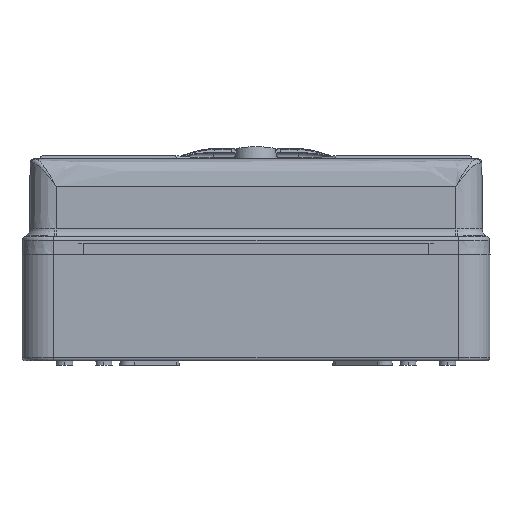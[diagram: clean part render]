
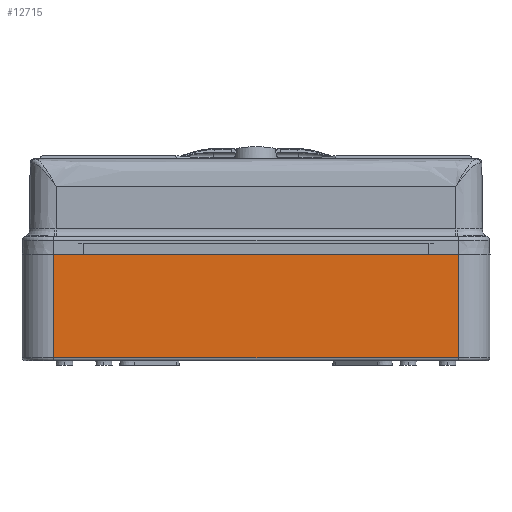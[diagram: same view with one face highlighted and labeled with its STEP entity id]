
A CAD part, left-side view. The second image highlights one B-rep face of the part: STEP entity #12715.
In plain terms, the highlighted planar face has unit normal (-1, 0, 0).
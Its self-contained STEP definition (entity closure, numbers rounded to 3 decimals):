
#3655=DIRECTION('',(0.,1.,0.));
#3656=VECTOR('',#3655,190.);
#3657=CARTESIAN_POINT('',(-230.,-95.,1.5));
#3658=LINE('',#3657,#3656);
#3678=DIRECTION('',(0.,0.,1.));
#3679=VECTOR('',#3678,48.5);
#3680=CARTESIAN_POINT('',(-230.,95.,1.5));
#3681=LINE('',#3680,#3679);
#3686=DIRECTION('',(0.,1.,0.));
#3687=VECTOR('',#3686,190.);
#3688=CARTESIAN_POINT('',(-230.,-95.,50.));
#3689=LINE('',#3688,#3687);
#3694=DIRECTION('',(0.,0.,-1.));
#3695=VECTOR('',#3694,48.5);
#3696=CARTESIAN_POINT('',(-230.,-95.,50.));
#3697=LINE('',#3696,#3695);
#6761=CARTESIAN_POINT('',(-230.,-95.,1.5));
#6762=VERTEX_POINT('',#6761);
#6763=CARTESIAN_POINT('',(-230.,95.,1.5));
#6764=VERTEX_POINT('',#6763);
#6849=CARTESIAN_POINT('',(-230.,-95.,50.));
#6850=VERTEX_POINT('',#6849);
#6851=CARTESIAN_POINT('',(-230.,95.,50.));
#6852=VERTEX_POINT('',#6851);
#12703=CARTESIAN_POINT('',(-230.,110.,0.));
#12704=DIRECTION('',(-1.,0.,0.));
#12705=DIRECTION('',(0.,-1.,0.));
#12706=AXIS2_PLACEMENT_3D('',#12703,#12704,#12705);
#12707=PLANE('',#12706);
#12709=ORIENTED_EDGE('',*,*,#12708,.T.);
#12710=ORIENTED_EDGE('',*,*,#12670,.T.);
#12711=ORIENTED_EDGE('',*,*,#12695,.T.);
#12712=ORIENTED_EDGE('',*,*,#11954,.F.);
#12713=EDGE_LOOP('',(#12709,#12710,#12711,#12712));
#12714=FACE_OUTER_BOUND('',#12713,.F.);
#12715=ADVANCED_FACE('',(#12714),#12707,.T.);
#11954=EDGE_CURVE('',#6850,#6852,#3689,.T.);
#12670=EDGE_CURVE('',#6762,#6764,#3658,.T.);
#12695=EDGE_CURVE('',#6764,#6852,#3681,.T.);
#12708=EDGE_CURVE('',#6850,#6762,#3697,.T.);
